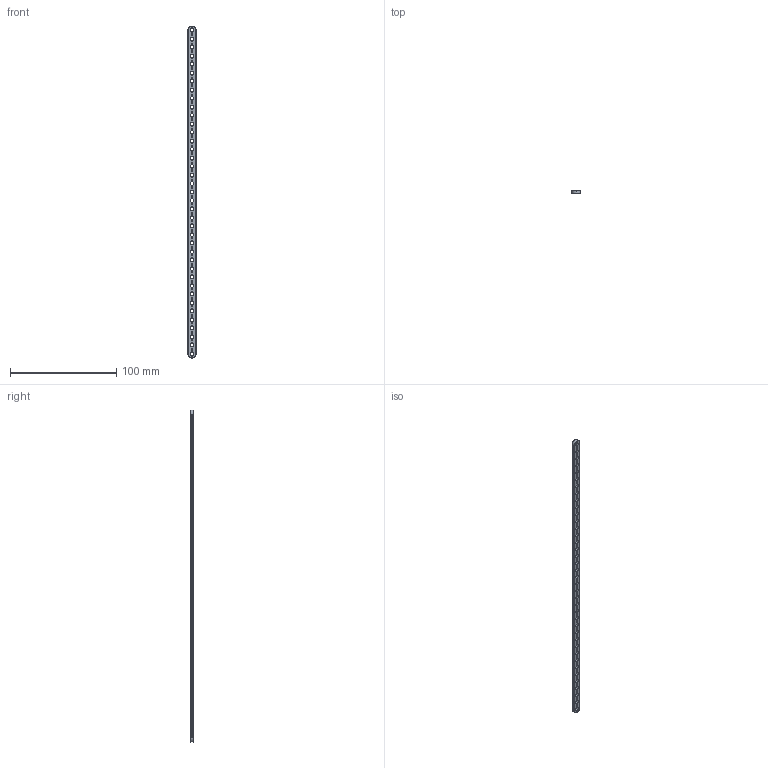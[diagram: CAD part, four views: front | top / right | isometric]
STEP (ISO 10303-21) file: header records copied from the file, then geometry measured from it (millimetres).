
FILE_DESCRIPTION (( 'STEP AP203' ), '1' );
FILE_NAME ('REV-41-1693.STEP', '2019-07-11T23:37:35', ( '' ), ( '' ), 'SwSTEP 2.0', 'SolidWorks 2018', '' );
FILE_SCHEMA (( 'CONFIG_CONTROL_DESIGN' ));
Length unit declared in the file: millimetre
Products named in the file (1): REV-41-1693
Bounding box: 8 x 2.9 x 312 mm (x, y, z)
Volume: 5991.5 mm3; surface area: 6937.8 mm2
Topology: 1 solids, 1 shells, 499 faces, 1725 edges, 1150 vertices
Faces by surface type: cylinder 329, plane 170
Entity records: 20718 total; most frequent: CARTESIAN_POINT 7769, ORIENTED_EDGE 3450, DIRECTION 1907, EDGE_CURVE 1725, VERTEX_POINT 1150, AXIS2_PLACEMENT_3D 664, B_SPLINE_CURVE_WITH_KNOTS 654, LINE 579
